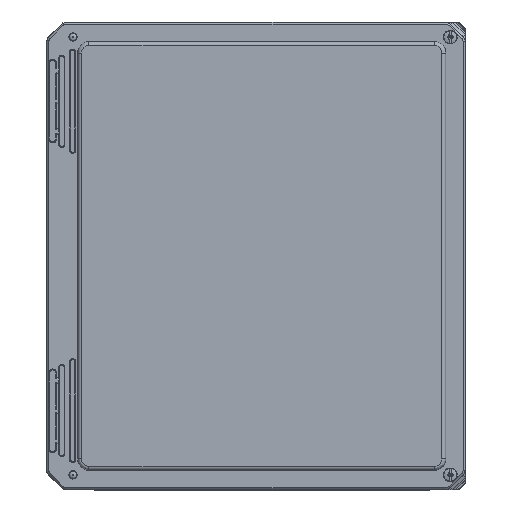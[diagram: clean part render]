
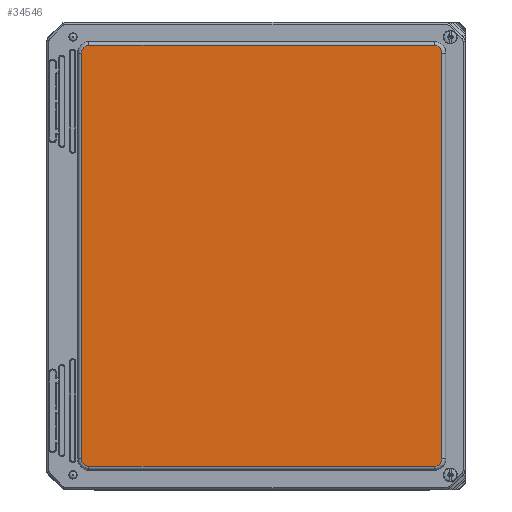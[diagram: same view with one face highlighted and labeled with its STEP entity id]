
A CAD part, top view. The second image highlights one B-rep face of the part: STEP entity #34546.
In plain terms, the highlighted face is planar.
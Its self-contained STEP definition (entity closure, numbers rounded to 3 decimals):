
#1347=ELLIPSE($,#38285,0.25,0.25);
#1350=ELLIPSE($,#38289,0.25,0.25);
#1351=ELLIPSE($,#38295,0.25,0.25);
#1354=ELLIPSE($,#38299,0.25,0.25);
#4776=LINE($,#79136,#7244);
#4778=LINE($,#79289,#7246);
#4781=LINE($,#79296,#7249);
#4783=LINE($,#79444,#7251);
#7244=VECTOR($,#47830,11.433);
#7246=VECTOR($,#47850,13.433);
#7249=VECTOR($,#47857,13.433);
#7251=VECTOR($,#47873,11.433);
#8187=PLANE($,#38305);
#10266=FACE_OUTER_BOUND($,#12516,.T.);
#12516=EDGE_LOOP($,(#31176,#31177,#31178,#31179,#31180,#31181,#31182,#31183));
#16884=VERTEX_POINT($,#79133);
#16885=VERTEX_POINT($,#79135);
#16888=VERTEX_POINT($,#79213);
#16889=VERTEX_POINT($,#79280);
#16892=VERTEX_POINT($,#79287);
#16893=VERTEX_POINT($,#79292);
#16896=VERTEX_POINT($,#79361);
#16897=VERTEX_POINT($,#79437);
#21698=EDGE_CURVE($,#16884,#16885,#4776,.T.);
#21702=EDGE_CURVE($,#16888,#16884,#1347,.T.);
#21706=EDGE_CURVE($,#16885,#16889,#1350,.T.);
#21708=EDGE_CURVE($,#16892,#16888,#4778,.T.);
#21712=EDGE_CURVE($,#16889,#16893,#4781,.T.);
#21714=EDGE_CURVE($,#16896,#16892,#1351,.T.);
#21718=EDGE_CURVE($,#16893,#16897,#1354,.T.);
#21720=EDGE_CURVE($,#16897,#16896,#4783,.T.);
#31176=ORIENTED_EDGE($,*,*,#21698,.F.);
#31177=ORIENTED_EDGE($,*,*,#21702,.F.);
#31178=ORIENTED_EDGE($,*,*,#21708,.F.);
#31179=ORIENTED_EDGE($,*,*,#21714,.F.);
#31180=ORIENTED_EDGE($,*,*,#21720,.F.);
#31181=ORIENTED_EDGE($,*,*,#21718,.F.);
#31182=ORIENTED_EDGE($,*,*,#21712,.F.);
#31183=ORIENTED_EDGE($,*,*,#21706,.F.);
#34546=ADVANCED_FACE($,(#10266),#8187,.F.);
#38285=AXIS2_PLACEMENT_3D($,#79215,#47836,#47837);
#38289=AXIS2_PLACEMENT_3D($,#79284,#47844,#47845);
#38295=AXIS2_PLACEMENT_3D($,#79363,#47860,#47861);
#38299=AXIS2_PLACEMENT_3D($,#79441,#47868,#47869);
#38305=AXIS2_PLACEMENT_3D($,#79454,#47887,#47888);
#47830=DIRECTION($,(1.,0.,0.));
#47836=DIRECTION('center_axis',(0.,0.,1.));
#47837=DIRECTION('ref_axis',(-0.707,-0.707,0.));
#47844=DIRECTION('center_axis',(0.,0.,1.));
#47845=DIRECTION('ref_axis',(0.707,-0.707,0.));
#47850=DIRECTION($,(0.,-1.,0.));
#47857=DIRECTION($,(0.,1.,0.));
#47860=DIRECTION('center_axis',(0.,0.,1.));
#47861=DIRECTION('ref_axis',(-0.707,0.707,0.));
#47868=DIRECTION('center_axis',(0.,0.,1.));
#47869=DIRECTION('ref_axis',(0.707,0.707,0.));
#47873=DIRECTION($,(-1.,0.,0.));
#47887=DIRECTION('center_axis',(0.,0.,1.));
#47888=DIRECTION('ref_axis',(1.,0.,0.));
#79133=CARTESIAN_POINT('',(-5.529,-6.966,0.));
#79135=CARTESIAN_POINT('',(5.904,-6.966,0.));
#79136=CARTESIAN_POINT($,(-5.529,-6.966,0.));
#79213=CARTESIAN_POINT('',(-5.779,-6.716,0.));
#79215=CARTESIAN_POINT('Origin',(-5.529,-6.716,0.));
#79280=CARTESIAN_POINT('',(6.154,-6.716,0.));
#79284=CARTESIAN_POINT('Origin',(5.904,-6.716,0.));
#79287=CARTESIAN_POINT('',(-5.779,6.716,0.));
#79289=CARTESIAN_POINT($,(-5.779,6.716,0.));
#79292=CARTESIAN_POINT('',(6.154,6.716,0.));
#79296=CARTESIAN_POINT($,(6.154,-6.716,0.));
#79361=CARTESIAN_POINT('',(-5.529,6.966,0.));
#79363=CARTESIAN_POINT('Origin',(-5.529,6.716,0.));
#79437=CARTESIAN_POINT('',(5.904,6.966,0.));
#79441=CARTESIAN_POINT('Origin',(5.904,6.716,0.));
#79444=CARTESIAN_POINT($,(5.904,6.966,0.));
#79454=CARTESIAN_POINT('Origin',(0.188,0.,0.));
